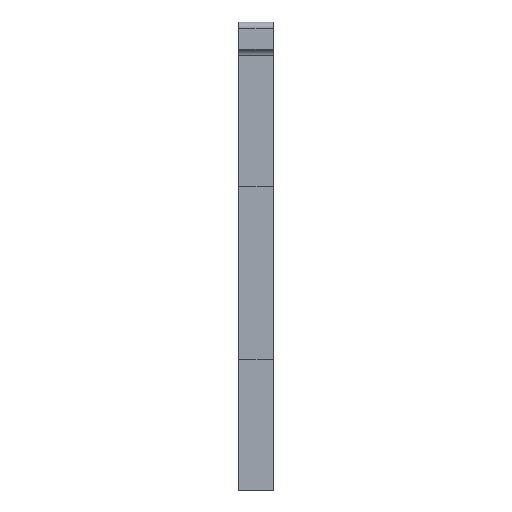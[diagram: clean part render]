
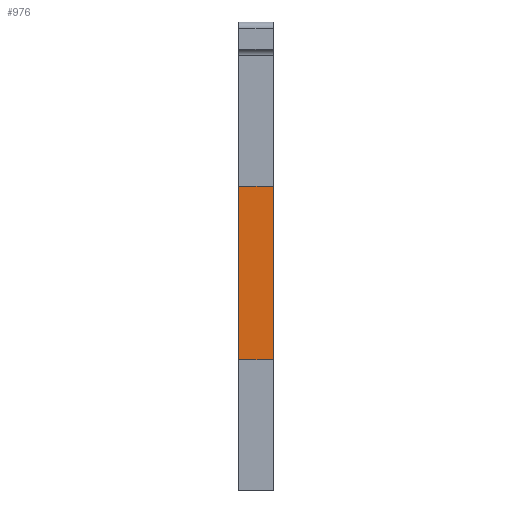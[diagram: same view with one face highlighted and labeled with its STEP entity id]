
A CAD part, left-side view. The second image highlights one B-rep face of the part: STEP entity #976.
In plain terms, the highlighted planar face has unit normal (-1, 0, 0).
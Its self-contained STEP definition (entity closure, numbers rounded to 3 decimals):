
#99 = FACE_OUTER_BOUND ( 'NONE', #3226, .T. ) ;
#232 = EDGE_CURVE ( 'NONE', #2428, #2052, #991, .T. ) ;
#406 = EDGE_CURVE ( 'NONE', #2958, #1110, #3898, .T. ) ;
#420 = CARTESIAN_POINT ( 'NONE',  ( -42., 0., 20. ) ) ;
#557 = CARTESIAN_POINT ( 'NONE',  ( -42., -8., -20. ) ) ;
#691 = DIRECTION ( 'NONE',  ( 0., 1., 0. ) ) ;
#841 = ORIENTED_EDGE ( 'NONE', *, *, #1824, .F. ) ;
#976 = ADVANCED_FACE ( 'NONE', ( #99 ), #3798, .F. ) ;
#989 = ORIENTED_EDGE ( 'NONE', *, *, #406, .F. ) ;
#991 = LINE ( 'NONE', #3172, #1942 ) ;
#1110 = VERTEX_POINT ( 'NONE', #1766 ) ;
#1317 = DIRECTION ( 'NONE',  ( 0., 0., -1. ) ) ;
#1386 = DIRECTION ( 'NONE',  ( 1., 0., 0. ) ) ;
#1766 = CARTESIAN_POINT ( 'NONE',  ( -42., 0., -20. ) ) ;
#1786 = AXIS2_PLACEMENT_3D ( 'NONE', #2604, #1386, #1317 ) ;
#1824 = EDGE_CURVE ( 'NONE', #2428, #2958, #3015, .T. ) ;
#1942 = VECTOR ( 'NONE', #691, 1000. ) ;
#1944 = VECTOR ( 'NONE', #3540, 1000. ) ;
#2052 = VERTEX_POINT ( 'NONE', #420 ) ;
#2092 = DIRECTION ( 'NONE',  ( 0., 1., 0. ) ) ;
#2272 = LINE ( 'NONE', #2930, #1944 ) ;
#2332 = EDGE_CURVE ( 'NONE', #1110, #2052, #2272, .T. ) ;
#2402 = CARTESIAN_POINT ( 'NONE',  ( -42., -8., 20. ) ) ;
#2420 = CARTESIAN_POINT ( 'NONE',  ( -42., -8., -20. ) ) ;
#2428 = VERTEX_POINT ( 'NONE', #2402 ) ;
#2545 = ORIENTED_EDGE ( 'NONE', *, *, #2332, .F. ) ;
#2604 = CARTESIAN_POINT ( 'NONE',  ( -42., -8., -20. ) ) ;
#2799 = CARTESIAN_POINT ( 'NONE',  ( -42., -8., -20. ) ) ;
#2930 = CARTESIAN_POINT ( 'NONE',  ( -42., 0., 0. ) ) ;
#2958 = VERTEX_POINT ( 'NONE', #2799 ) ;
#3015 = LINE ( 'NONE', #2420, #3153 ) ;
#3090 = VECTOR ( 'NONE', #2092, 1000. ) ;
#3153 = VECTOR ( 'NONE', #3624, 1000. ) ;
#3172 = CARTESIAN_POINT ( 'NONE',  ( -42., -8., 20. ) ) ;
#3226 = EDGE_LOOP ( 'NONE', ( #989, #841, #3639, #2545 ) ) ;
#3540 = DIRECTION ( 'NONE',  ( 0., 0., 1. ) ) ;
#3624 = DIRECTION ( 'NONE',  ( 0., 0., -1. ) ) ;
#3639 = ORIENTED_EDGE ( 'NONE', *, *, #232, .T. ) ;
#3798 = PLANE ( 'NONE',  #1786 ) ;
#3898 = LINE ( 'NONE', #557, #3090 ) ;
